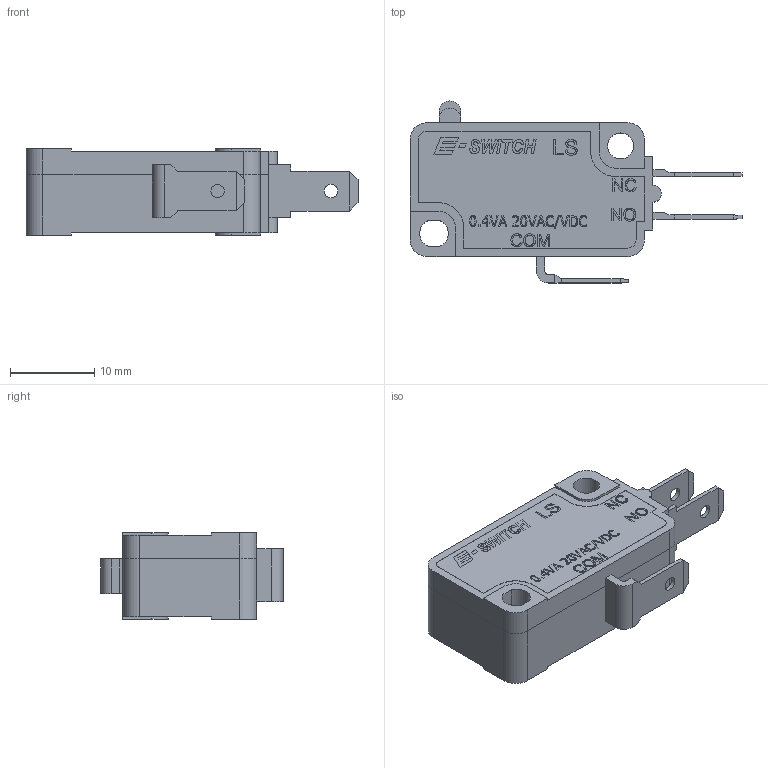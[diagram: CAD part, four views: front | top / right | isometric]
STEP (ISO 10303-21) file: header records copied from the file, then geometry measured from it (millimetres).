
FILE_DESCRIPTION(/* description */ (''),/* implementation_level */ '2;1');
FILE_NAME(/* name */ 'LS085R100FxxxV1A.stp',/* time_stamp */ '2025-05-23T09:54:11-05:00',/* author */ ('mroman'),/* organization */ (''),/* preprocessor_version */ 'ST-DEVELOPER v18.1',/* originating_system */ 'Autodesk Inventor 2022',/* authorisation */ '');
FILE_SCHEMA (('AUTOMOTIVE_DESIGN { 1 0 10303 214 3 1 1 }'));
Length unit declared in the file: centimetre
Products named in the file (1): LS085R100FxxxV1A
Bounding box: 39.5 x 21.66 x 10.3 mm (x, y, z)
Volume: 4327.8 mm3; surface area: 2475.1 mm2
Topology: 1 solids, 1 shells, 542 faces, 1456 edges, 957 vertices
Faces by surface type: plane 370, bspline 138, cylinder 34
Full cylindrical faces by diameter (mm): 1.6 x3, 3.1 x2
Entity records: 18498 total; most frequent: CARTESIAN_POINT 5771, ORIENTED_EDGE 2912, DIRECTION 2052, EDGE_CURVE 1456, LINE 1118, VECTOR 1118, VERTEX_POINT 957, EDGE_LOOP 593
